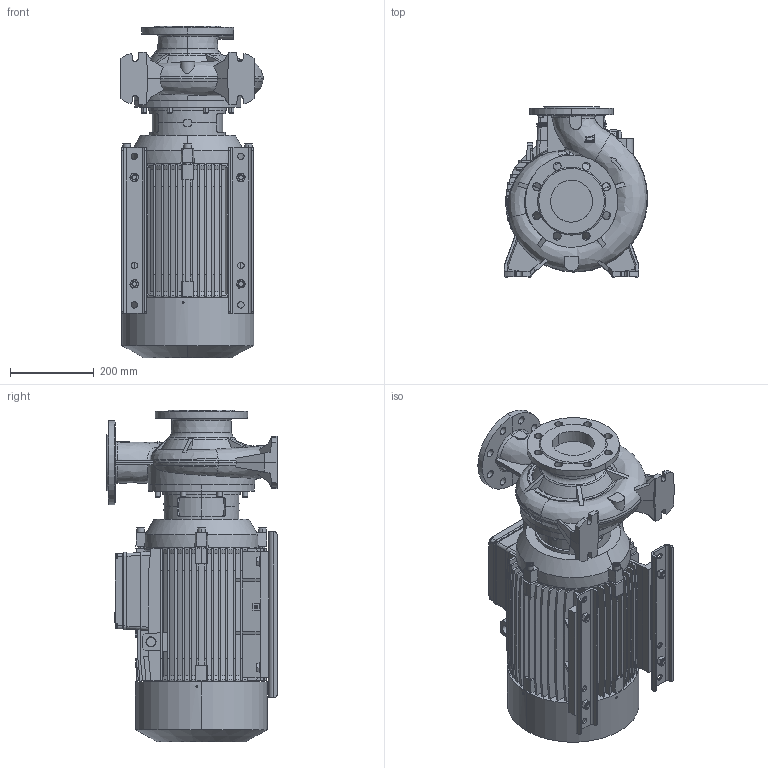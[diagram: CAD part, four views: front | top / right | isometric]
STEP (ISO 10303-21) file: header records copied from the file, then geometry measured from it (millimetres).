
FILE_DESCRIPTION (( 'STEP AP214' ), '1' );
FILE_NAME ('4.93.603.07swa00.step', '2022-08-10T12:35:40', ( '' ), ( '' ), 'SwSTEP 2.0', 'SolidWorks 2020', '' );
FILE_SCHEMA (( 'AUTOMOTIVE_DESIGN' ));
Length unit declared in the file: millimetre
Products named in the file (8): 1_66_242_REV02_SEMPLIFICATO; Copia di Copia di NM_88_REV01_60X20X394_DX-SX^4.93.603.07swa00; Copia di 1_66_287_REV00_SEMPLIFICATO^4.93.603.07swa00; 4.93.603.07swa00; 10000016swn00_M12x40 8.8 ZINC; 10000042swn00_M12 õ; 10000005swn00_M12 A2-70; Copia di Motore 160^4.93.603.07swa00
Assembly tree (17 placements, depth 2):
  4.93.603.07swa00
    1_66_242_REV02_SEMPLIFICATO
    Copia di 1_66_287_REV00_SEMPLIFICATO^4.93.603.07swa00
    10000005swn00_M12 A2-70  x4
    10000016swn00_M12x40 8.8 ZINC  x4
    10000042swn00_M12 õ  x4
    Copia di Copia di NM_88_REV01_60X20X394_DX-SX^4.93.603.07swa00  x2
    Copia di Motore 160^4.93.603.07swa00
Bounding box: 340.93 x 405 x 790 mm (x, y, z)
Volume: 49531279.4 mm3; surface area: 2607115.5 mm2
Topology: 31 solids, 31 shells, 3354 faces, 9241 edges, 6077 vertices
Faces by surface type: plane 1342, bspline 1187, cylinder 517, cone 292, torus 8, sphere 8
Entity records: 149057 total; most frequent: CARTESIAN_POINT 74371, ORIENTED_EDGE 17636, DIRECTION 11558, EDGE_CURVE 8818, VERTEX_POINT 5824, LINE 5468, VECTOR 5468, EDGE_LOOP 3368
